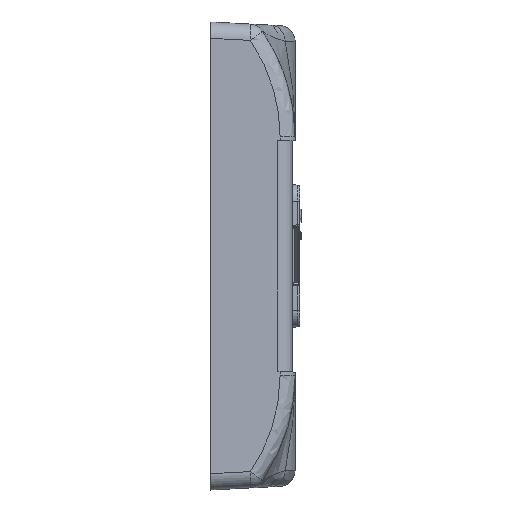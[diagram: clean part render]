
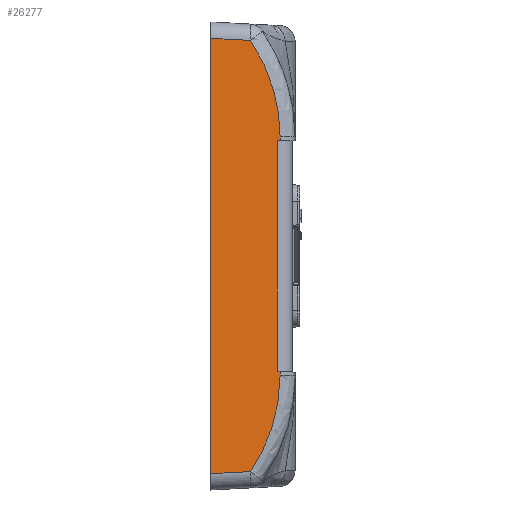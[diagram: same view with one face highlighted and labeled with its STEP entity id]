
A CAD part, front view. The second image highlights one B-rep face of the part: STEP entity #26277.
In plain terms, the highlighted planar face has unit normal (0.087, -0.996, 0).
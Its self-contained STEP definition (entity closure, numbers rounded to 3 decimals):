
#9714=CARTESIAN_POINT('',(690.879,270.338,-24.542));
#9715=VERTEX_POINT('',#9714);
#9723=CARTESIAN_POINT('',(691.479,270.391,-24.573));
#9724=VERTEX_POINT('',#9723);
#9725=CARTESIAN_POINT('',(691.479,270.391,-24.573));
#9726=DIRECTION('',(-0.995,-0.087,0.052));
#9727=VECTOR('',#9726,0.603);
#9728=LINE('',#9725,#9727);
#9729=EDGE_CURVE('',#9724,#9715,#9728,.T.);
#12984=CARTESIAN_POINT('',(691.479,270.391,24.726));
#12985=VERTEX_POINT('',#12984);
#12993=CARTESIAN_POINT('',(690.879,270.338,24.726));
#12994=VERTEX_POINT('',#12993);
#12995=CARTESIAN_POINT('',(690.879,270.338,24.726));
#12996=DIRECTION('',(0.996,0.087,0.0));
#12997=VECTOR('',#12996,0.602);
#12998=LINE('',#12995,#12997);
#12999=EDGE_CURVE('',#12994,#12985,#12998,.T.);
#25478=CARTESIAN_POINT('',(685.115,269.834,-45.995));
#25479=VERTEX_POINT('',#25478);
#25573=CARTESIAN_POINT('',(685.115,269.834,46.143));
#25574=VERTEX_POINT('',#25573);
#25608=CARTESIAN_POINT('',(691.479,270.391,25.55));
#25609=VERTEX_POINT('',#25608);
#25617=CARTESIAN_POINT('',(691.479,270.391,25.55));
#25618=DIRECTION('',(0.0,0.0,-1.0));
#25619=VECTOR('',#25618,0.824);
#25620=LINE('',#25617,#25619);
#25621=EDGE_CURVE('',#25609,#12985,#25620,.T.);
#25652=CARTESIAN_POINT('',(654.979,267.197,25.55));
#25653=DIRECTION('',(-0.087,0.996,0.0));
#25654=DIRECTION('',(0.996,0.087,0.0));
#25655=AXIS2_PLACEMENT_3D('',#25652,#25653,#25654);
#25656=ELLIPSE('',#25655,36.639,36.5);
#25657=EDGE_CURVE('',#25574,#25609,#25656,.T.);
#25999=CARTESIAN_POINT('',(691.479,270.391,-25.402));
#26000=VERTEX_POINT('',#25999);
#26001=CARTESIAN_POINT('',(691.479,270.391,-24.573));
#26002=DIRECTION('',(0.0,0.0,-1.0));
#26003=VECTOR('',#26002,0.829);
#26004=LINE('',#26001,#26003);
#26005=EDGE_CURVE('',#9724,#26000,#26004,.T.);
#26044=CARTESIAN_POINT('',(654.979,267.197,-25.402));
#26045=DIRECTION('',(-0.087,0.996,0.0));
#26046=DIRECTION('',(0.996,0.087,0.0));
#26047=AXIS2_PLACEMENT_3D('',#26044,#26045,#26046);
#26048=ELLIPSE('',#26047,36.639,36.5);
#26049=EDGE_CURVE('',#26000,#25479,#26048,.T.);
#26077=CARTESIAN_POINT('',(676.674,269.095,46.585));
#26078=VERTEX_POINT('',#26077);
#26086=CARTESIAN_POINT('',(676.674,269.095,46.585));
#26087=DIRECTION('',(0.995,0.087,-0.052));
#26088=VECTOR('',#26087,8.485);
#26089=LINE('',#26086,#26088);
#26090=EDGE_CURVE('',#26078,#25574,#26089,.T.);
#26231=CARTESIAN_POINT('',(676.674,269.095,-46.437));
#26232=VERTEX_POINT('',#26231);
#26233=CARTESIAN_POINT('',(685.115,269.834,-45.995));
#26234=DIRECTION('',(-0.995,-0.087,-0.052));
#26235=VECTOR('',#26234,8.485);
#26236=LINE('',#26233,#26235);
#26237=EDGE_CURVE('',#25479,#26232,#26236,.T.);
#26250=CARTESIAN_POINT('',(676.674,269.095,50.074));
#26251=DIRECTION('',(0.087,-0.996,0.0));
#26252=DIRECTION('',(0.0,0.0,-1.0));
#26253=AXIS2_PLACEMENT_3D('',#26250,#26251,#26252);
#26254=PLANE('',#26253);
#26255=ORIENTED_EDGE('',*,*,#25621,.F.);
#26256=ORIENTED_EDGE('',*,*,#25657,.F.);
#26257=ORIENTED_EDGE('',*,*,#26090,.F.);
#26258=CARTESIAN_POINT('',(676.674,269.095,46.585));
#26259=DIRECTION('',(0.0,0.0,-1.0));
#26260=VECTOR('',#26259,93.022);
#26261=LINE('',#26258,#26260);
#26262=EDGE_CURVE('',#26078,#26232,#26261,.T.);
#26263=ORIENTED_EDGE('',*,*,#26262,.T.);
#26264=ORIENTED_EDGE('',*,*,#26237,.F.);
#26265=ORIENTED_EDGE('',*,*,#26049,.F.);
#26266=ORIENTED_EDGE('',*,*,#26005,.F.);
#26267=ORIENTED_EDGE('',*,*,#9729,.T.);
#26268=CARTESIAN_POINT('',(690.879,270.338,24.726));
#26269=DIRECTION('',(0.0,0.0,-1.0));
#26270=VECTOR('',#26269,49.268);
#26271=LINE('',#26268,#26270);
#26272=EDGE_CURVE('',#12994,#9715,#26271,.T.);
#26273=ORIENTED_EDGE('',*,*,#26272,.F.);
#26274=ORIENTED_EDGE('',*,*,#12999,.T.);
#26275=EDGE_LOOP('',(#26255,#26256,#26257,#26263,#26264,#26265,#26266,#26267,#26273,#26274));
#26276=FACE_OUTER_BOUND('',#26275,.T.);
#26277=ADVANCED_FACE('',(#26276),#26254,.T.);
